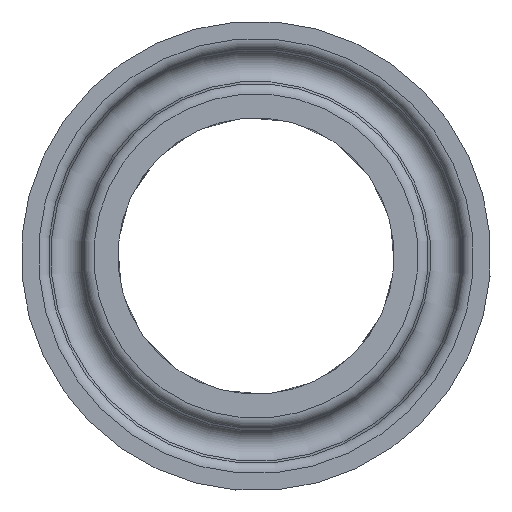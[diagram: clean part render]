
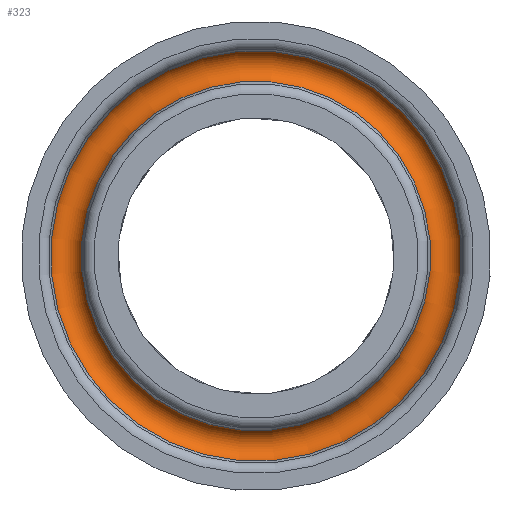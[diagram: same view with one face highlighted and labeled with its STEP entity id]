
A CAD part, left-side view. The second image highlights one B-rep face of the part: STEP entity #323.
In plain terms, the highlighted toroidal (fillet/blend) face has major radius 13.75 mm and minor radius 1.2 mm.
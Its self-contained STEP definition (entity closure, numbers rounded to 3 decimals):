
#47=FACE_BOUND('',#113,.T.);
#74=FACE_OUTER_BOUND('',#112,.T.);
#112=EDGE_LOOP('',(#247));
#113=EDGE_LOOP('',(#248));
#152=CIRCLE('',#357,14.855);
#155=CIRCLE('',#362,12.645);
#179=VERTEX_POINT('',#530);
#182=VERTEX_POINT('',#538);
#206=EDGE_CURVE('',#179,#179,#152,.T.);
#209=EDGE_CURVE('',#182,#182,#155,.T.);
#247=ORIENTED_EDGE('',*,*,#206,.T.);
#248=ORIENTED_EDGE('',*,*,#209,.F.);
#283=TOROIDAL_SURFACE('',#365,13.75,1.2);
#323=ADVANCED_FACE('',(#74,#47),#283,.F.);
#357=AXIS2_PLACEMENT_3D('',#531,#429,#430);
#362=AXIS2_PLACEMENT_3D('',#539,#439,#440);
#365=AXIS2_PLACEMENT_3D('',#543,#445,#446);
#429=DIRECTION('center_axis',(-1.,0.,0.));
#430=DIRECTION('ref_axis',(0.,0.26,0.966));
#439=DIRECTION('center_axis',(-1.,0.,0.));
#440=DIRECTION('ref_axis',(0.,0.26,0.966));
#445=DIRECTION('center_axis',(-1.,0.,0.));
#446=DIRECTION('ref_axis',(0.,0.26,0.966));
#530=CARTESIAN_POINT('',(-68.131,14.343,-3.864));
#531=CARTESIAN_POINT('Origin',(-68.131,0.,0.));
#538=CARTESIAN_POINT('',(-68.131,12.21,-3.289));
#539=CARTESIAN_POINT('Origin',(-68.131,0.,0.));
#543=CARTESIAN_POINT('Origin',(-68.6,0.,0.));
